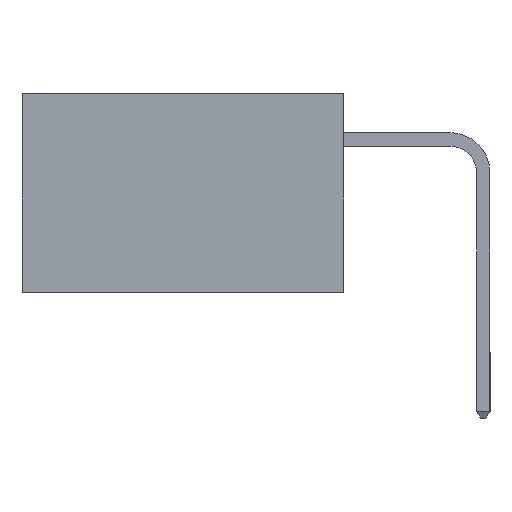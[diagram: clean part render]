
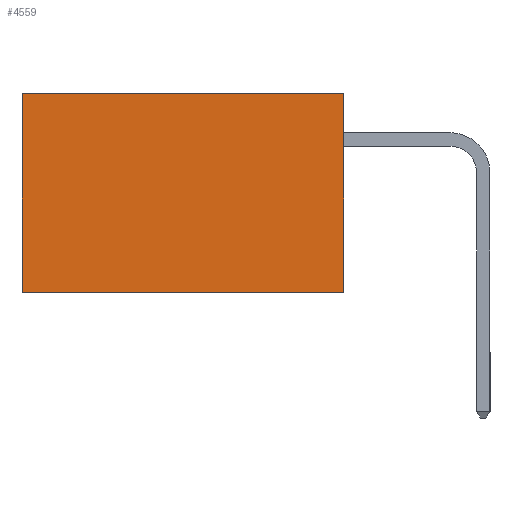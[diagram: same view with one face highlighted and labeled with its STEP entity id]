
A CAD part, left-side view. The second image highlights one B-rep face of the part: STEP entity #4559.
In plain terms, the highlighted planar face has unit normal (-1, 0, 0).
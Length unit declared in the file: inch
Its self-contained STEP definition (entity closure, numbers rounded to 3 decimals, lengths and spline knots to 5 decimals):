
#126 = EDGE_CURVE ( 'NONE', #9606, #11083, #945, .T. ) ;
#168 = ORIENTED_EDGE ( 'NONE', *, *, #1899, .F. ) ;
#828 = VERTEX_POINT ( 'NONE', #8047 ) ;
#844 = PLANE ( 'NONE',  #2758 ) ;
#945 = LINE ( 'NONE', #13732, #17012 ) ;
#1627 = CARTESIAN_POINT ( 'NONE',  ( 0.298, 0., -0.37 ) ) ;
#1899 = EDGE_CURVE ( 'NONE', #3244, #828, #6384, .T. ) ;
#2758 = AXIS2_PLACEMENT_3D ( 'NONE', #6689, #5484, #5501 ) ;
#2829 = ORIENTED_EDGE ( 'NONE', *, *, #6705, .T. ) ;
#3244 = VERTEX_POINT ( 'NONE', #1627 ) ;
#4559 = ADVANCED_FACE ( 'NONE', ( #13951 ), #844, .F. ) ;
#5214 = EDGE_CURVE ( 'NONE', #9606, #3244, #15569, .T. ) ;
#5348 = VECTOR ( 'NONE', #20352, 39.37008 ) ;
#5484 = DIRECTION ( 'NONE',  ( 1., 0., 0. ) ) ;
#5501 = DIRECTION ( 'NONE',  ( 0., 0., -1. ) ) ;
#6384 = LINE ( 'NONE', #19668, #5348 ) ;
#6689 = CARTESIAN_POINT ( 'NONE',  ( 0.298, 0., 0. ) ) ;
#6705 = EDGE_CURVE ( 'NONE', #11083, #828, #10957, .T. ) ;
#8047 = CARTESIAN_POINT ( 'NONE',  ( 0.298, 0.6, -0.37 ) ) ;
#9606 = VERTEX_POINT ( 'NONE', #9729 ) ;
#9729 = CARTESIAN_POINT ( 'NONE',  ( 0.298, 0., 0. ) ) ;
#10957 = LINE ( 'NONE', #19818, #14587 ) ;
#11083 = VERTEX_POINT ( 'NONE', #11726 ) ;
#11726 = CARTESIAN_POINT ( 'NONE',  ( 0.298, 0.6, 0. ) ) ;
#13732 = CARTESIAN_POINT ( 'NONE',  ( 0.298, 0., 0. ) ) ;
#13951 = FACE_OUTER_BOUND ( 'NONE', #17974, .T. ) ;
#14587 = VECTOR ( 'NONE', #16304, 39.37008 ) ;
#15421 = CARTESIAN_POINT ( 'NONE',  ( 0.298, 0., 0. ) ) ;
#15569 = LINE ( 'NONE', #15421, #18602 ) ;
#16304 = DIRECTION ( 'NONE',  ( 0., 0., -1. ) ) ;
#16413 = DIRECTION ( 'NONE',  ( 0., 0., -1. ) ) ;
#17012 = VECTOR ( 'NONE', #19142, 39.37008 ) ;
#17704 = ORIENTED_EDGE ( 'NONE', *, *, #126, .T. ) ;
#17974 = EDGE_LOOP ( 'NONE', ( #2829, #168, #20540, #17704 ) ) ;
#18602 = VECTOR ( 'NONE', #16413, 39.37008 ) ;
#19142 = DIRECTION ( 'NONE',  ( 0., 1., 0. ) ) ;
#19668 = CARTESIAN_POINT ( 'NONE',  ( 0.298, 0., -0.37 ) ) ;
#19818 = CARTESIAN_POINT ( 'NONE',  ( 0.298, 0.6, 0. ) ) ;
#20352 = DIRECTION ( 'NONE',  ( 0., 1., 0. ) ) ;
#20540 = ORIENTED_EDGE ( 'NONE', *, *, #5214, .F. ) ;
